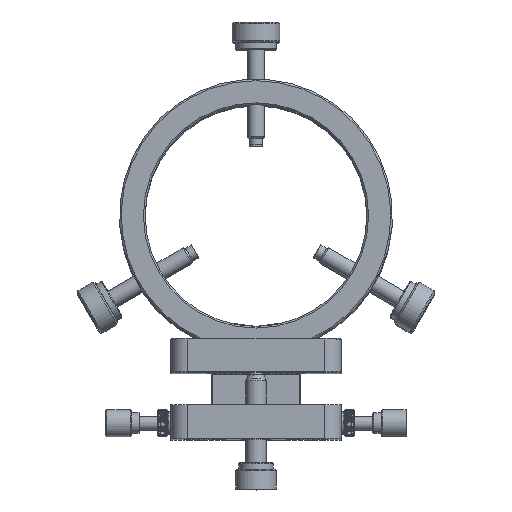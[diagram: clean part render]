
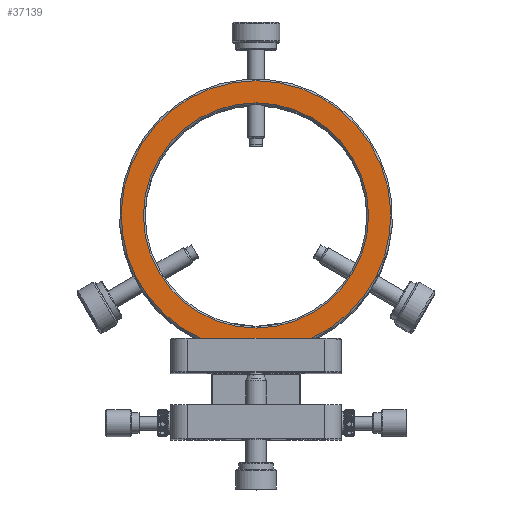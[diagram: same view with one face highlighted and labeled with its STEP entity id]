
A CAD part, top view. The second image highlights one B-rep face of the part: STEP entity #37139.
In plain terms, the highlighted planar face has unit normal (0, 0, 1).
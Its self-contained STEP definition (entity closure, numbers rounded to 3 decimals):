
#2316 = VERTEX_POINT ( 'NONE', #31126 ) ;
#2447 = VECTOR ( 'NONE', #49127, 1000. ) ;
#4559 = CARTESIAN_POINT ( 'NONE',  ( -53.712, 70.04, 128.614 ) ) ;
#5998 = CARTESIAN_POINT ( 'NONE',  ( -53.712, 37.04, 128.614 ) ) ;
#7341 = CIRCLE ( 'NONE', #40942, 33. ) ;
#7509 = ORIENTED_EDGE ( 'NONE', *, *, #40370, .T. ) ;
#9842 = EDGE_LOOP ( 'NONE', ( #16920 ) ) ;
#12276 = CARTESIAN_POINT ( 'NONE',  ( -53.712, 34.04, 128.614 ) ) ;
#12465 = VERTEX_POINT ( 'NONE', #32765 ) ;
#13512 = CIRCLE ( 'NONE', #40626, 39.5 ) ;
#16200 = DIRECTION ( 'NONE',  ( 0., 1., 0. ) ) ;
#16479 = CARTESIAN_POINT ( 'NONE',  ( -53.712, 70.04, 128.614 ) ) ;
#16920 = ORIENTED_EDGE ( 'NONE', *, *, #53937, .T. ) ;
#18658 = EDGE_LOOP ( 'NONE', ( #50814, #7509 ) ) ;
#23402 = EDGE_CURVE ( 'NONE', #2316, #12465, #13512, .T. ) ;
#24691 = DIRECTION ( 'NONE',  ( 0., 0., 1. ) ) ;
#27372 = FACE_BOUND ( 'NONE', #9842, .T. ) ;
#29097 = VERTEX_POINT ( 'NONE', #5998 ) ;
#31126 = CARTESIAN_POINT ( 'NONE',  ( -37.456, 34.04, 128.614 ) ) ;
#32650 = DIRECTION ( 'NONE',  ( 0., 0., -1. ) ) ;
#32765 = CARTESIAN_POINT ( 'NONE',  ( -69.967, 34.04, 128.614 ) ) ;
#35567 = FACE_OUTER_BOUND ( 'NONE', #18658, .T. ) ;
#35880 = AXIS2_PLACEMENT_3D ( 'NONE', #4559, #45226, #49336 ) ;
#37139 = ADVANCED_FACE ( 'NONE', ( #27372, #35567 ), #40816, .T. ) ;
#39765 = LINE ( 'NONE', #12276, #2447 ) ;
#40370 = EDGE_CURVE ( 'NONE', #12465, #2316, #39765, .T. ) ;
#40626 = AXIS2_PLACEMENT_3D ( 'NONE', #16479, #24691, #16200 ) ;
#40816 = PLANE ( 'NONE',  #35880 ) ;
#40942 = AXIS2_PLACEMENT_3D ( 'NONE', #54916, #32650, #50535 ) ;
#45226 = DIRECTION ( 'NONE',  ( 0., 0., 1. ) ) ;
#49127 = DIRECTION ( 'NONE',  ( 1., 0., 0. ) ) ;
#49336 = DIRECTION ( 'NONE',  ( 0., -1., 0. ) ) ;
#50535 = DIRECTION ( 'NONE',  ( 0., -1., 0. ) ) ;
#50814 = ORIENTED_EDGE ( 'NONE', *, *, #23402, .T. ) ;
#53937 = EDGE_CURVE ( 'NONE', #29097, #29097, #7341, .T. ) ;
#54916 = CARTESIAN_POINT ( 'NONE',  ( -53.712, 70.04, 128.614 ) ) ;
